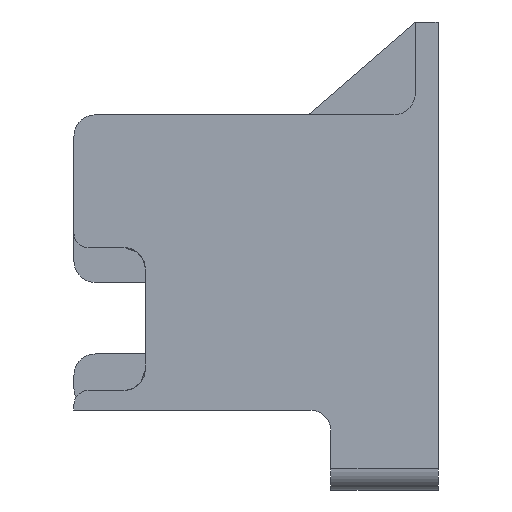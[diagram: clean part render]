
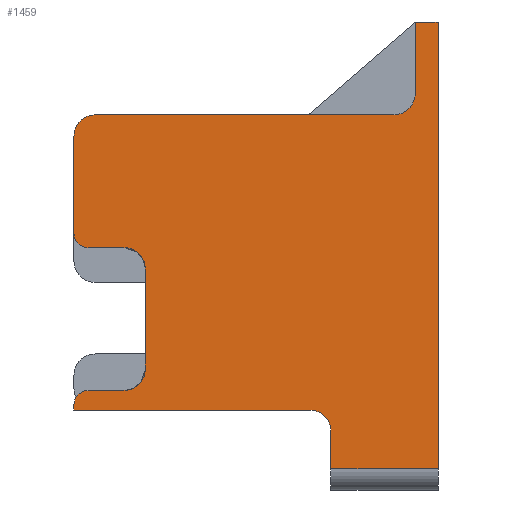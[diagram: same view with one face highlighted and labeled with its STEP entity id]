
A CAD part, left-side view. The second image highlights one B-rep face of the part: STEP entity #1459.
In plain terms, the highlighted planar face has unit normal (-1, 0, 0).
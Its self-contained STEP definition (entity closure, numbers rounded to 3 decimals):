
#51=PLANE('',#1622);
#68=LINE('',#2155,#207);
#76=LINE('',#2218,#215);
#87=LINE('',#2253,#226);
#92=LINE('',#2268,#231);
#133=LINE('',#2424,#272);
#143=LINE('',#2447,#282);
#162=LINE('',#2489,#301);
#165=LINE('',#2497,#304);
#169=LINE('',#2509,#308);
#170=LINE('',#2513,#309);
#171=LINE('',#2515,#310);
#172=LINE('',#2518,#311);
#207=VECTOR('',#1681,10.);
#215=VECTOR('',#1711,10.);
#226=VECTOR('',#1742,10.);
#231=VECTOR('',#1755,10.);
#272=VECTOR('',#1906,10.);
#282=VECTOR('',#1924,10.);
#301=VECTOR('',#1963,10.);
#304=VECTOR('',#1972,10.);
#308=VECTOR('',#1988,10.);
#309=VECTOR('',#1991,10.);
#310=VECTOR('',#1994,10.);
#311=VECTOR('',#1997,10.);
#421=FACE_OUTER_BOUND('',#502,.T.);
#502=EDGE_LOOP('',(#1236,#1237,#1238,#1239,#1240,#1241,#1242,#1243,#1244,
#1245,#1246,#1247,#1248,#1249,#1250,#1251,#1252,#1253,#1254));
#557=CIRCLE('',#1518,3.);
#558=CIRCLE('',#1525,3.);
#563=CIRCLE('',#1537,3.);
#599=CIRCLE('',#1606,3.);
#604=CIRCLE('',#1623,3.);
#605=CIRCLE('',#1624,2.);
#606=CIRCLE('',#1625,2.);
#618=VERTEX_POINT('',#2145);
#619=VERTEX_POINT('',#2147);
#621=VERTEX_POINT('',#2153);
#625=VERTEX_POINT('',#2167);
#626=VERTEX_POINT('',#2168);
#630=VERTEX_POINT('',#2217);
#639=VERTEX_POINT('',#2239);
#640=VERTEX_POINT('',#2241);
#644=VERTEX_POINT('',#2251);
#650=VERTEX_POINT('',#2266);
#710=VERTEX_POINT('',#2423);
#718=VERTEX_POINT('',#2444);
#719=VERTEX_POINT('',#2446);
#721=VERTEX_POINT('',#2452);
#732=VERTEX_POINT('',#2487);
#734=VERTEX_POINT('',#2495);
#737=VERTEX_POINT('',#2510);
#738=VERTEX_POINT('',#2512);
#739=VERTEX_POINT('',#2516);
#760=EDGE_CURVE('',#618,#619,#557,.T.);
#764=EDGE_CURVE('',#621,#618,#68,.T.);
#770=EDGE_CURVE('',#625,#626,#558,.T.);
#778=EDGE_CURVE('',#626,#630,#76,.T.);
#789=EDGE_CURVE('',#639,#640,#563,.T.);
#795=EDGE_CURVE('',#639,#644,#87,.T.);
#803=EDGE_CURVE('',#650,#644,#92,.T.);
#881=EDGE_CURVE('',#710,#640,#133,.T.);
#892=EDGE_CURVE('',#718,#719,#143,.T.);
#896=EDGE_CURVE('',#721,#718,#599,.T.);
#914=EDGE_CURVE('',#732,#721,#162,.T.);
#918=EDGE_CURVE('',#734,#719,#165,.T.);
#924=EDGE_CURVE('',#734,#650,#169,.T.);
#925=EDGE_CURVE('',#737,#732,#604,.T.);
#926=EDGE_CURVE('',#738,#737,#170,.T.);
#927=EDGE_CURVE('',#630,#738,#605,.T.);
#928=EDGE_CURVE('',#619,#625,#171,.T.);
#929=EDGE_CURVE('',#739,#621,#606,.T.);
#930=EDGE_CURVE('',#710,#739,#172,.T.);
#1236=ORIENTED_EDGE('',*,*,#803,.F.);
#1237=ORIENTED_EDGE('',*,*,#924,.F.);
#1238=ORIENTED_EDGE('',*,*,#918,.T.);
#1239=ORIENTED_EDGE('',*,*,#892,.F.);
#1240=ORIENTED_EDGE('',*,*,#896,.F.);
#1241=ORIENTED_EDGE('',*,*,#914,.F.);
#1242=ORIENTED_EDGE('',*,*,#925,.F.);
#1243=ORIENTED_EDGE('',*,*,#926,.F.);
#1244=ORIENTED_EDGE('',*,*,#927,.F.);
#1245=ORIENTED_EDGE('',*,*,#778,.F.);
#1246=ORIENTED_EDGE('',*,*,#770,.F.);
#1247=ORIENTED_EDGE('',*,*,#928,.F.);
#1248=ORIENTED_EDGE('',*,*,#760,.F.);
#1249=ORIENTED_EDGE('',*,*,#764,.F.);
#1250=ORIENTED_EDGE('',*,*,#929,.F.);
#1251=ORIENTED_EDGE('',*,*,#930,.F.);
#1252=ORIENTED_EDGE('',*,*,#881,.T.);
#1253=ORIENTED_EDGE('',*,*,#789,.F.);
#1254=ORIENTED_EDGE('',*,*,#795,.T.);
#1459=ADVANCED_FACE('',(#421),#51,.F.);
#1518=AXIS2_PLACEMENT_3D('',#2148,#1674,#1675);
#1525=AXIS2_PLACEMENT_3D('',#2169,#1695,#1696);
#1537=AXIS2_PLACEMENT_3D('',#2242,#1731,#1732);
#1606=AXIS2_PLACEMENT_3D('',#2454,#1931,#1932);
#1622=AXIS2_PLACEMENT_3D('',#2508,#1986,#1987);
#1623=AXIS2_PLACEMENT_3D('',#2511,#1989,#1990);
#1624=AXIS2_PLACEMENT_3D('',#2514,#1992,#1993);
#1625=AXIS2_PLACEMENT_3D('',#2517,#1995,#1996);
#1674=DIRECTION('center_axis',(-1.,0.,0.));
#1675=DIRECTION('ref_axis',(0.,-0.707,-0.707));
#1681=DIRECTION('',(0.,-1.,0.));
#1695=DIRECTION('center_axis',(-1.,0.,0.));
#1696=DIRECTION('ref_axis',(0.,-0.707,0.707));
#1711=DIRECTION('',(0.,1.,0.));
#1731=DIRECTION('center_axis',(-1.,0.,0.));
#1732=DIRECTION('ref_axis',(0.,-0.707,0.707));
#1742=DIRECTION('',(0.,0.,-1.));
#1755=DIRECTION('',(0.,1.,0.));
#1906=DIRECTION('',(0.,-1.,0.));
#1924=DIRECTION('',(0.,0.,1.));
#1931=DIRECTION('center_axis',(-1.,0.,0.));
#1932=DIRECTION('ref_axis',(0.,-0.707,-0.707));
#1963=DIRECTION('',(0.,-1.,0.));
#1972=DIRECTION('',(0.,1.,0.));
#1986=DIRECTION('center_axis',(1.,0.,0.));
#1987=DIRECTION('ref_axis',(0.,0.,
1.));
#1988=DIRECTION('',(0.,0.,-1.));
#1989=DIRECTION('center_axis',(1.,0.,0.));
#1990=DIRECTION('ref_axis',(0.,0.,
1.));
#1991=DIRECTION('',(0.,0.,1.));
#1992=DIRECTION('center_axis',(1.,0.,0.));
#1993=DIRECTION('ref_axis',(0.,0.,
-1.));
#1994=DIRECTION('',(0.,0.,1.));
#1995=DIRECTION('center_axis',(1.,0.,0.));
#1996=DIRECTION('ref_axis',(0.,0.,
1.));
#1997=DIRECTION('',(0.,0.,1.));
#2145=CARTESIAN_POINT('',(-58.185,39.,-12.776));
#2147=CARTESIAN_POINT('',(-58.185,36.,-9.776));
#2148=CARTESIAN_POINT('Origin',(-58.185,39.,-9.776));
#2153=CARTESIAN_POINT('',(-58.185,44.,-12.776));
#2155=CARTESIAN_POINT('',(-58.185,77.5,-12.776));
#2167=CARTESIAN_POINT('',(-58.185,36.,4.224));
#2168=CARTESIAN_POINT('',(-58.185,39.,7.224));
#2169=CARTESIAN_POINT('Origin',(-58.185,39.,4.224));
#2217=CARTESIAN_POINT('',(-58.185,44.,7.224));
#2218=CARTESIAN_POINT('',(-58.185,77.5,7.224));
#2239=CARTESIAN_POINT('',(-58.185,10.,-18.516));
#2241=CARTESIAN_POINT('',(-58.185,13.,-15.516));
#2242=CARTESIAN_POINT('Origin',(-58.185,13.,-18.516));
#2251=CARTESIAN_POINT('',(-58.185,10.,-23.716));
#2253=CARTESIAN_POINT('',(-58.185,10.,-15.516));
#2266=CARTESIAN_POINT('',(-58.185,-5.,-23.716));
#2268=CARTESIAN_POINT('',(-58.185,60.75,-23.716));
#2423=CARTESIAN_POINT('',(-58.185,46.,-15.516));
#2424=CARTESIAN_POINT('',(-58.185,119.,-15.516));
#2444=CARTESIAN_POINT('',(-58.185,-1.8,28.827));
#2446=CARTESIAN_POINT('',(-58.185,-1.8,38.827));
#2447=CARTESIAN_POINT('',(-58.185,-1.8,38.827));
#2452=CARTESIAN_POINT('',(-58.185,1.2,25.827));
#2454=CARTESIAN_POINT('Origin',(-58.185,1.2,28.827));
#2487=CARTESIAN_POINT('',(-58.185,43.,25.827));
#2489=CARTESIAN_POINT('',(-58.185,57.,25.827));
#2495=CARTESIAN_POINT('',(-58.185,-5.,38.827));
#2497=CARTESIAN_POINT('',(-58.185,-5.,38.827));
#2508=CARTESIAN_POINT('Origin',(-58.185,119.,-15.516));
#2509=CARTESIAN_POINT('',(-58.185,-5.,-7.758));
#2510=CARTESIAN_POINT('',(-58.185,46.,22.827));
#2511=CARTESIAN_POINT('Origin',(-58.185,43.,22.827));
#2512=CARTESIAN_POINT('',(-58.185,46.,9.224));
#2513=CARTESIAN_POINT('',(-58.185,46.,-7.758));
#2514=CARTESIAN_POINT('Origin',(-58.185,44.,9.224));
#2515=CARTESIAN_POINT('',(-58.185,36.,-7.758));
#2516=CARTESIAN_POINT('',(-58.185,46.,-14.776));
#2517=CARTESIAN_POINT('Origin',(-58.185,44.,-14.776));
#2518=CARTESIAN_POINT('',(-58.185,46.,-7.758));
